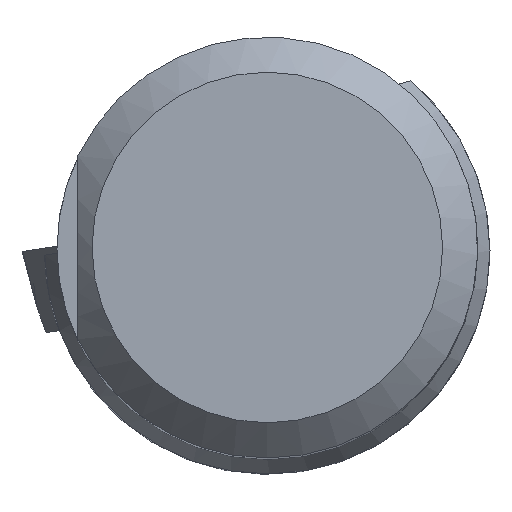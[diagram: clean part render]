
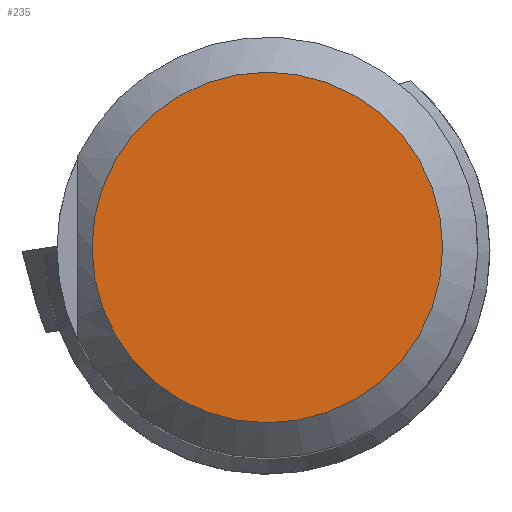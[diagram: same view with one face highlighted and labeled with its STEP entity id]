
A CAD part, top view. The second image highlights one B-rep face of the part: STEP entity #235.
In plain terms, the highlighted planar face has unit normal (0, 0, 1).
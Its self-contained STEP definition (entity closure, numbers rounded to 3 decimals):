
#154=PLANE('',#698);
#235=ADVANCED_FACE('',(#270),#154,.T.);
#270=FACE_OUTER_BOUND('',#299,.T.);
#299=EDGE_LOOP('',(#402));
#340=CIRCLE('',#688,5.);
#402=ORIENTED_EDGE('',*,*,#560,.F.);
#507=VERTEX_POINT('',#1000);
#560=EDGE_CURVE('',#507,#507,#340,.T.);
#688=AXIS2_PLACEMENT_3D('',#999,#791,#792);
#698=AXIS2_PLACEMENT_3D('',#1025,#811,#812);
#791=DIRECTION('',(0.,0.,-1.));
#792=DIRECTION('',(0.,-1.,0.));
#811=DIRECTION('',(0.,0.,1.));
#812=DIRECTION('',(0.,1.,0.));
#999=CARTESIAN_POINT('',(0.,0.,0.));
#1000=CARTESIAN_POINT('',(0.,-5.,0.));
#1025=CARTESIAN_POINT('',(5.,0.,0.));
